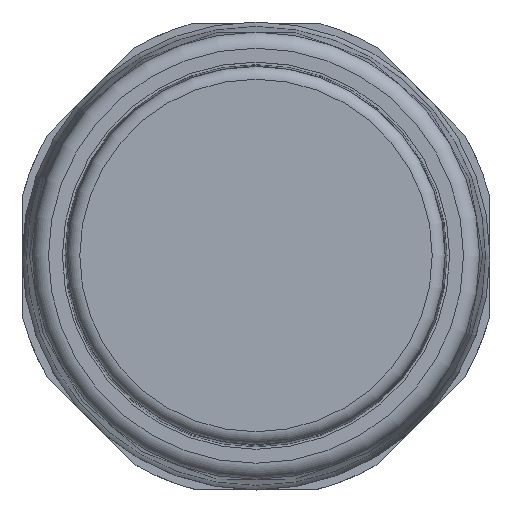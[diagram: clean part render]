
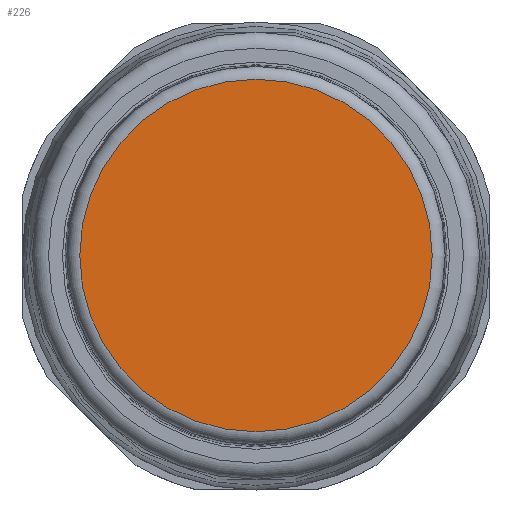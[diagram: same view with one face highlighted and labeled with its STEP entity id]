
A CAD part, top view. The second image highlights one B-rep face of the part: STEP entity #226.
In plain terms, the highlighted planar face has unit normal (0, 0, 1).
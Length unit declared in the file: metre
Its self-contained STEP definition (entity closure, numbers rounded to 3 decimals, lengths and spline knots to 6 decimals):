
#226 = ADVANCED_FACE( '', ( #918 ), #919, .T. );
#918 = FACE_OUTER_BOUND( '', #2027, .T. );
#919 = PLANE( '', #2028 );
#2027 = EDGE_LOOP( '', ( #4580 ) );
#2028 = AXIS2_PLACEMENT_3D( '', #4581, #4582, #4583 );
#4580 = ORIENTED_EDGE( '', *, *, #7347, .F. );
#4581 = CARTESIAN_POINT( '', ( 0., 0., 0.0623 ) );
#4582 = DIRECTION( '', ( 0., 0., 1. ) );
#4583 = DIRECTION( '', ( 1., 0., 0. ) );
#7347 = EDGE_CURVE( '', #8652, #8652, #8653, .T. );
#8652 = VERTEX_POINT( '', #10805 );
#8653 = CIRCLE( '', #10806, 0.010925 );
#10805 = CARTESIAN_POINT( '', ( 0., 0.010925, 0.0623 ) );
#10806 = AXIS2_PLACEMENT_3D( '', #14744, #14745, #14746 );
#14744 = CARTESIAN_POINT( '', ( 0., 0., 0.0623 ) );
#14745 = DIRECTION( '', ( 0., 0., -1. ) );
#14746 = DIRECTION( '', ( 0., 1., 0. ) );
